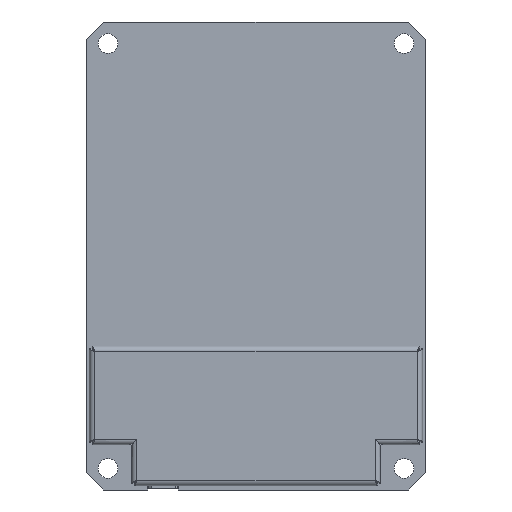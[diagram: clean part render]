
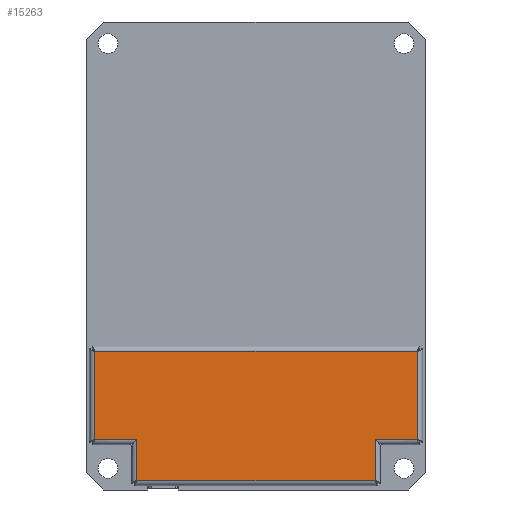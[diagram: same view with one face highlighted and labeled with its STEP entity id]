
A CAD part, front view. The second image highlights one B-rep face of the part: STEP entity #15263.
In plain terms, the highlighted face is planar.
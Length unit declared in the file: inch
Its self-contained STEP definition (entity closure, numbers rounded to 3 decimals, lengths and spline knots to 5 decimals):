
#12680=DIRECTION('',(0.,0.,1.));
#12681=VECTOR('',#12680,0.408);
#12682=CARTESIAN_POINT('',(-0.7465,0.181,0.1935));
#12683=LINE('',#12682,#12681);
#12750=DIRECTION('',(1.,0.,0.));
#12751=VECTOR('',#12750,1.493);
#12752=CARTESIAN_POINT('',(-0.7465,0.181,0.6015));
#12753=LINE('',#12752,#12751);
#12820=DIRECTION('',(0.,0.,-1.));
#12821=VECTOR('',#12820,0.408);
#12822=CARTESIAN_POINT('',(0.7465,0.181,0.6015));
#12823=LINE('',#12822,#12821);
#12911=DIRECTION('',(-1.,0.,0.));
#12912=VECTOR('',#12911,0.195);
#12913=CARTESIAN_POINT('',(0.7465,0.181,0.1935));
#12914=LINE('',#12913,#12912);
#12999=DIRECTION('',(0.,0.,-1.));
#13000=VECTOR('',#12999,0.19);
#13001=CARTESIAN_POINT('',(0.5515,0.181,0.1935));
#13002=LINE('',#13001,#13000);
#13118=DIRECTION('',(-1.,0.,0.));
#13119=VECTOR('',#13118,1.103);
#13120=CARTESIAN_POINT('',(0.5515,0.181,0.0035));
#13121=LINE('',#13120,#13119);
#13195=DIRECTION('',(0.,0.,1.));
#13196=VECTOR('',#13195,0.19);
#13197=CARTESIAN_POINT('',(-0.5515,0.181,0.0035));
#13198=LINE('',#13197,#13196);
#13283=DIRECTION('',(-1.,0.,0.));
#13284=VECTOR('',#13283,0.195);
#13285=CARTESIAN_POINT('',(-0.5515,0.181,0.1935));
#13286=LINE('',#13285,#13284);
#14942=CARTESIAN_POINT('',(-0.7465,0.181,0.6015));
#14943=CARTESIAN_POINT('',(0.7465,0.181,0.6015));
#14944=VERTEX_POINT('',#14942);
#14945=VERTEX_POINT('',#14943);
#14946=CARTESIAN_POINT('',(0.7465,0.181,0.1935));
#14947=VERTEX_POINT('',#14946);
#14948=CARTESIAN_POINT('',(0.5515,0.181,0.1935));
#14949=VERTEX_POINT('',#14948);
#14950=CARTESIAN_POINT('',(0.5515,0.181,0.0035));
#14951=VERTEX_POINT('',#14950);
#14952=CARTESIAN_POINT('',(-0.5515,0.181,0.0035));
#14953=VERTEX_POINT('',#14952);
#14954=CARTESIAN_POINT('',(-0.5515,0.181,0.1935));
#14955=VERTEX_POINT('',#14954);
#14956=CARTESIAN_POINT('',(-0.7465,0.181,0.1935));
#14957=VERTEX_POINT('',#14956);
#15240=CARTESIAN_POINT('',(0.,0.181,0.));
#15241=DIRECTION('',(0.,1.,0.));
#15242=DIRECTION('',(1.,0.,0.));
#15243=AXIS2_PLACEMENT_3D('',#15240,#15241,#15242);
#15244=PLANE('',#15243);
#15246=ORIENTED_EDGE('',*,*,#15245,.F.);
#15248=ORIENTED_EDGE('',*,*,#15247,.F.);
#15250=ORIENTED_EDGE('',*,*,#15249,.F.);
#15252=ORIENTED_EDGE('',*,*,#15251,.F.);
#15254=ORIENTED_EDGE('',*,*,#15253,.F.);
#15256=ORIENTED_EDGE('',*,*,#15255,.F.);
#15258=ORIENTED_EDGE('',*,*,#15257,.F.);
#15260=ORIENTED_EDGE('',*,*,#15259,.F.);
#15261=EDGE_LOOP('',(#15246,#15248,#15250,#15252,#15254,#15256,#15258,#15260));
#15262=FACE_OUTER_BOUND('',#15261,.F.);
#15245=EDGE_CURVE('',#14957,#14944,#12683,.T.);
#15247=EDGE_CURVE('',#14955,#14957,#13286,.T.);
#15249=EDGE_CURVE('',#14953,#14955,#13198,.T.);
#15251=EDGE_CURVE('',#14951,#14953,#13121,.T.);
#15253=EDGE_CURVE('',#14949,#14951,#13002,.T.);
#15255=EDGE_CURVE('',#14947,#14949,#12914,.T.);
#15257=EDGE_CURVE('',#14945,#14947,#12823,.T.);
#15259=EDGE_CURVE('',#14944,#14945,#12753,.T.);
#15263=ADVANCED_FACE('',(#15262),#15244,.T.);
